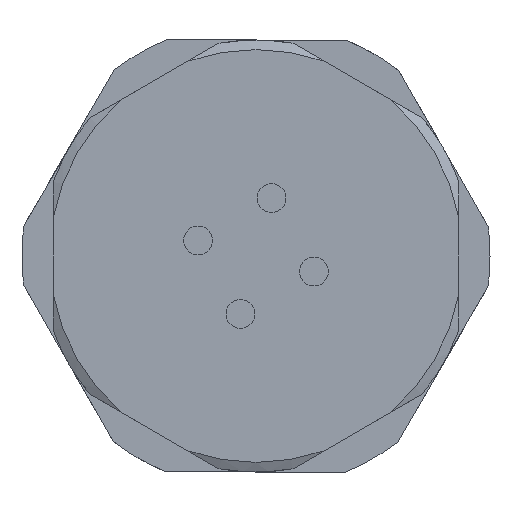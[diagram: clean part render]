
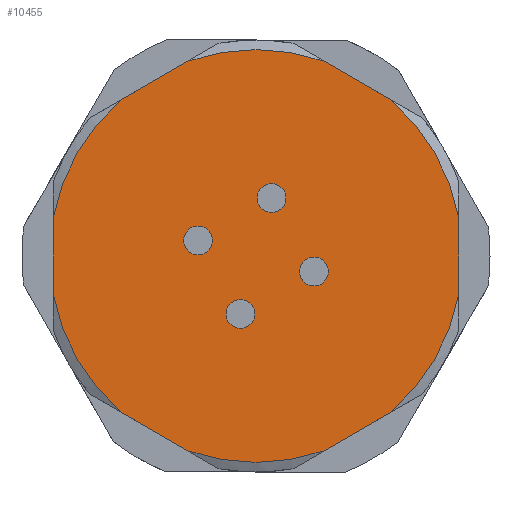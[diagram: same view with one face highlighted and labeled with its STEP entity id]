
A CAD part, front view. The second image highlights one B-rep face of the part: STEP entity #10455.
In plain terms, the highlighted planar face has unit normal (0, -1, 0).
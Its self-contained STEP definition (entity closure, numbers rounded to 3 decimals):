
#2779=CARTESIAN_POINT('',(5.61,-7.85,6.518));
#2781=CARTESIAN_POINT('',(2.84,-7.85,8.118));
#2801=CARTESIAN_POINT('',(0.,-7.85,0.));
#2802=DIRECTION('',(0.,1.,0.));
#2803=DIRECTION('',(0.652,0.,0.758));
#2804=AXIS2_PLACEMENT_3D('',#2801,#2802,#2803);
#2806=DIRECTION('',(0.,0.,-1.));
#2807=VECTOR('',#2806,3.198);
#2808=CARTESIAN_POINT('',(8.45,-7.85,1.599));
#2809=LINE('',#2808,#2807);
#2810=CARTESIAN_POINT('',(0.,-7.85,0.));
#2811=DIRECTION('',(0.,1.,0.));
#2812=DIRECTION('',(0.983,0.,-0.186));
#2813=AXIS2_PLACEMENT_3D('',#2810,#2811,#2812);
#2815=DIRECTION('',(-0.866,0.,-0.5));
#2816=VECTOR('',#2815,3.198);
#2817=CARTESIAN_POINT('',(5.61,-7.85,-6.518));
#2818=LINE('',#2817,#2816);
#2819=CARTESIAN_POINT('',(0.,-7.85,0.));
#2820=DIRECTION('',(0.,1.,0.));
#2821=DIRECTION('',(0.33,0.,-0.944));
#2822=AXIS2_PLACEMENT_3D('',#2819,#2820,#2821);
#2824=DIRECTION('',(-0.866,0.,0.5));
#2825=VECTOR('',#2824,3.198);
#2826=CARTESIAN_POINT('',(-2.84,-7.85,-8.118));
#2827=LINE('',#2826,#2825);
#2828=CARTESIAN_POINT('',(0.,-7.85,0.));
#2829=DIRECTION('',(0.,1.,0.));
#2830=DIRECTION('',(-0.652,0.,-0.758));
#2831=AXIS2_PLACEMENT_3D('',#2828,#2829,#2830);
#2833=DIRECTION('',(0.,0.,1.));
#2834=VECTOR('',#2833,3.198);
#2835=CARTESIAN_POINT('',(-8.45,-7.85,-1.599));
#2836=LINE('',#2835,#2834);
#2837=CARTESIAN_POINT('',(0.,-7.85,0.));
#2838=DIRECTION('',(0.,1.,0.));
#2839=DIRECTION('',(-0.983,0.,0.186));
#2840=AXIS2_PLACEMENT_3D('',#2837,#2838,#2839);
#2842=DIRECTION('',(0.866,0.,0.5));
#2843=VECTOR('',#2842,3.198);
#2844=CARTESIAN_POINT('',(-5.61,-7.85,6.518));
#2845=LINE('',#2844,#2843);
#2846=CARTESIAN_POINT('',(0.,-7.85,0.));
#2847=DIRECTION('',(0.,1.,0.));
#2848=DIRECTION('',(-0.33,0.,0.944));
#2849=AXIS2_PLACEMENT_3D('',#2846,#2847,#2848);
#2851=DIRECTION('',(0.866,0.,-0.5));
#2852=VECTOR('',#2851,3.198);
#2853=CARTESIAN_POINT('',(2.84,-7.85,8.118));
#2854=LINE('',#2853,#2852);
#2855=CARTESIAN_POINT('',(0.647,-7.85,2.415));
#2856=DIRECTION('',(0.,-1.,0.));
#2857=DIRECTION('',(0.5,0.,0.866));
#2858=AXIS2_PLACEMENT_3D('',#2855,#2856,#2857);
#2860=CARTESIAN_POINT('',(0.647,-7.85,2.415));
#2861=DIRECTION('',(0.,-1.,0.));
#2862=DIRECTION('',(-0.5,0.,-0.866));
#2863=AXIS2_PLACEMENT_3D('',#2860,#2861,#2862);
#2865=CARTESIAN_POINT('',(-0.647,-7.85,-2.415));
#2866=DIRECTION('',(0.,-1.,0.));
#2867=DIRECTION('',(0.5,0.,0.866));
#2868=AXIS2_PLACEMENT_3D('',#2865,#2866,#2867);
#2870=CARTESIAN_POINT('',(-0.647,-7.85,-2.415));
#2871=DIRECTION('',(0.,-1.,0.));
#2872=DIRECTION('',(-0.5,0.,-0.866));
#2873=AXIS2_PLACEMENT_3D('',#2870,#2871,#2872);
#2875=CARTESIAN_POINT('',(-2.415,-7.85,0.647));
#2876=DIRECTION('',(0.,-1.,0.));
#2877=DIRECTION('',(0.5,0.,0.866));
#2878=AXIS2_PLACEMENT_3D('',#2875,#2876,#2877);
#2880=CARTESIAN_POINT('',(-2.415,-7.85,0.647));
#2881=DIRECTION('',(0.,-1.,0.));
#2882=DIRECTION('',(-0.5,0.,-0.866));
#2883=AXIS2_PLACEMENT_3D('',#2880,#2881,#2882);
#2885=CARTESIAN_POINT('',(2.415,-7.85,-0.647));
#2886=DIRECTION('',(0.,-1.,0.));
#2887=DIRECTION('',(0.5,0.,0.866));
#2888=AXIS2_PLACEMENT_3D('',#2885,#2886,#2887);
#2890=CARTESIAN_POINT('',(2.415,-7.85,-0.647));
#2891=DIRECTION('',(0.,-1.,0.));
#2892=DIRECTION('',(-0.5,0.,-0.866));
#2893=AXIS2_PLACEMENT_3D('',#2890,#2891,#2892);
#2920=CARTESIAN_POINT('',(8.45,-7.85,1.599));
#2942=CARTESIAN_POINT('',(5.61,-7.85,-6.518));
#3018=CARTESIAN_POINT('',(-2.84,-7.85,8.118));
#3047=CARTESIAN_POINT('',(-8.45,-7.85,-1.599));
#3077=CARTESIAN_POINT('',(-5.61,-7.85,-6.518));
#3079=CARTESIAN_POINT('',(-2.84,-7.85,-8.118));
#7257=VERTEX_POINT('',#3018);
#7258=CARTESIAN_POINT('',(-5.61,-7.85,6.518));
#7259=VERTEX_POINT('',#7258);
#7262=CARTESIAN_POINT('',(-8.45,-7.85,1.599));
#7263=VERTEX_POINT('',#7262);
#7266=VERTEX_POINT('',#2781);
#7273=VERTEX_POINT('',#3047);
#7274=VERTEX_POINT('',#3077);
#7279=VERTEX_POINT('',#3079);
#7280=CARTESIAN_POINT('',(2.84,-7.85,-8.118));
#7281=VERTEX_POINT('',#7280);
#7286=VERTEX_POINT('',#2942);
#7287=CARTESIAN_POINT('',(8.45,-7.85,-1.599));
#7288=VERTEX_POINT('',#7287);
#7290=VERTEX_POINT('',#2779);
#7295=VERTEX_POINT('',#2920);
#7296=CARTESIAN_POINT('',(0.947,-7.85,2.934));
#7297=CARTESIAN_POINT('',(0.347,-7.85,1.895));
#7298=VERTEX_POINT('',#7296);
#7299=VERTEX_POINT('',#7297);
#7300=CARTESIAN_POINT('',(-0.347,-7.85,-1.895));
#7301=CARTESIAN_POINT('',(-0.947,-7.85,-2.934));
#7302=VERTEX_POINT('',#7300);
#7303=VERTEX_POINT('',#7301);
#7304=CARTESIAN_POINT('',(-2.115,-7.85,1.167));
#7305=CARTESIAN_POINT('',(-2.715,-7.85,0.127));
#7306=VERTEX_POINT('',#7304);
#7307=VERTEX_POINT('',#7305);
#7308=CARTESIAN_POINT('',(2.715,-7.85,-0.127));
#7309=CARTESIAN_POINT('',(2.115,-7.85,-1.167));
#7310=VERTEX_POINT('',#7308);
#7311=VERTEX_POINT('',#7309);
#10402=CARTESIAN_POINT('',(-7.75,-7.85,0.));
#10403=DIRECTION('',(0.,-1.,0.));
#10404=DIRECTION('',(-1.,0.,0.));
#10405=AXIS2_PLACEMENT_3D('',#10402,#10403,#10404);
#10406=PLANE('',#10405);
#10408=ORIENTED_EDGE('',*,*,#10407,.T.);
#10410=ORIENTED_EDGE('',*,*,#10409,.T.);
#10412=ORIENTED_EDGE('',*,*,#10411,.T.);
#10414=ORIENTED_EDGE('',*,*,#10413,.T.);
#10416=ORIENTED_EDGE('',*,*,#10415,.T.);
#10418=ORIENTED_EDGE('',*,*,#10417,.T.);
#10420=ORIENTED_EDGE('',*,*,#10419,.T.);
#10422=ORIENTED_EDGE('',*,*,#10421,.T.);
#10424=ORIENTED_EDGE('',*,*,#10423,.T.);
#10426=ORIENTED_EDGE('',*,*,#10425,.T.);
#10427=ORIENTED_EDGE('',*,*,#10395,.T.);
#10428=ORIENTED_EDGE('',*,*,#10365,.T.);
#10429=EDGE_LOOP('',(#10408,#10410,#10412,#10414,#10416,#10418,#10420,#10422,
#10424,#10426,#10427,#10428));
#10430=FACE_OUTER_BOUND('',#10429,.F.);
#10432=ORIENTED_EDGE('',*,*,#10431,.T.);
#10434=ORIENTED_EDGE('',*,*,#10433,.T.);
#10435=EDGE_LOOP('',(#10432,#10434));
#10436=FACE_BOUND('',#10435,.F.);
#10438=ORIENTED_EDGE('',*,*,#10437,.T.);
#10440=ORIENTED_EDGE('',*,*,#10439,.T.);
#10441=EDGE_LOOP('',(#10438,#10440));
#10442=FACE_BOUND('',#10441,.F.);
#10444=ORIENTED_EDGE('',*,*,#10443,.T.);
#10446=ORIENTED_EDGE('',*,*,#10445,.T.);
#10447=EDGE_LOOP('',(#10444,#10446));
#10448=FACE_BOUND('',#10447,.F.);
#10450=ORIENTED_EDGE('',*,*,#10449,.T.);
#10452=ORIENTED_EDGE('',*,*,#10451,.T.);
#10453=EDGE_LOOP('',(#10450,#10452));
#10454=FACE_BOUND('',#10453,.F.);
#10455=ADVANCED_FACE('',(#10430,#10436,#10442,#10448,#10454),#10406,.T.);
#2805=CIRCLE('',#2804,8.6);
#2814=CIRCLE('',#2813,8.6);
#2823=CIRCLE('',#2822,8.6);
#2832=CIRCLE('',#2831,8.6);
#2841=CIRCLE('',#2840,8.6);
#2850=CIRCLE('',#2849,8.6);
#2859=CIRCLE('',#2858,0.6);
#2864=CIRCLE('',#2863,0.6);
#2869=CIRCLE('',#2868,0.6);
#2874=CIRCLE('',#2873,0.6);
#2879=CIRCLE('',#2878,0.6);
#2884=CIRCLE('',#2883,0.6);
#2889=CIRCLE('',#2888,0.6);
#2894=CIRCLE('',#2893,0.6);
#10365=EDGE_CURVE('',#7266,#7290,#2854,.T.);
#10395=EDGE_CURVE('',#7257,#7266,#2850,.T.);
#10407=EDGE_CURVE('',#7290,#7295,#2805,.T.);
#10409=EDGE_CURVE('',#7295,#7288,#2809,.T.);
#10411=EDGE_CURVE('',#7288,#7286,#2814,.T.);
#10413=EDGE_CURVE('',#7286,#7281,#2818,.T.);
#10415=EDGE_CURVE('',#7281,#7279,#2823,.T.);
#10417=EDGE_CURVE('',#7279,#7274,#2827,.T.);
#10419=EDGE_CURVE('',#7274,#7273,#2832,.T.);
#10421=EDGE_CURVE('',#7273,#7263,#2836,.T.);
#10423=EDGE_CURVE('',#7263,#7259,#2841,.T.);
#10425=EDGE_CURVE('',#7259,#7257,#2845,.T.);
#10431=EDGE_CURVE('',#7298,#7299,#2859,.T.);
#10433=EDGE_CURVE('',#7299,#7298,#2864,.T.);
#10437=EDGE_CURVE('',#7302,#7303,#2869,.T.);
#10439=EDGE_CURVE('',#7303,#7302,#2874,.T.);
#10443=EDGE_CURVE('',#7306,#7307,#2879,.T.);
#10445=EDGE_CURVE('',#7307,#7306,#2884,.T.);
#10449=EDGE_CURVE('',#7310,#7311,#2889,.T.);
#10451=EDGE_CURVE('',#7311,#7310,#2894,.T.);
